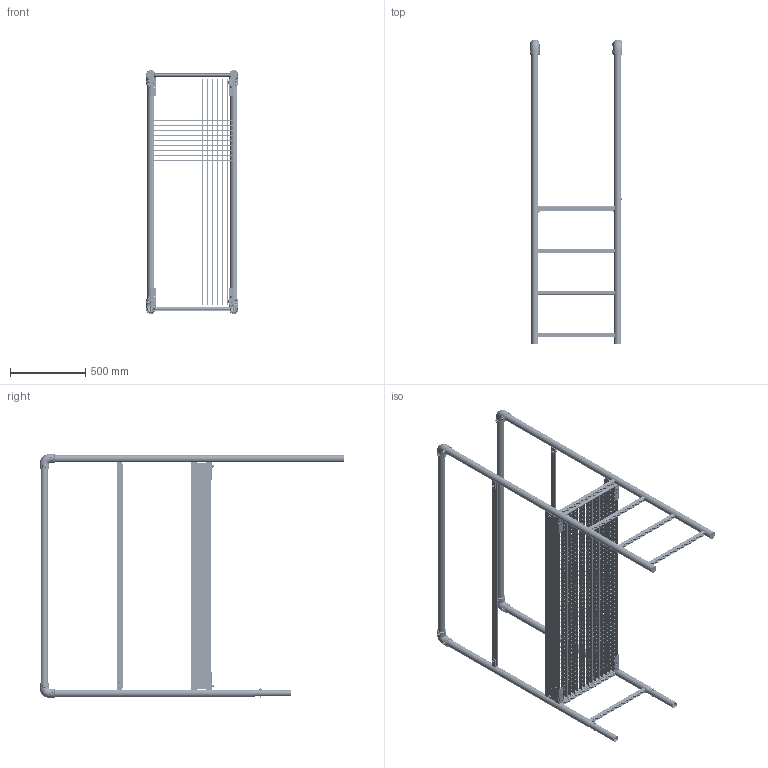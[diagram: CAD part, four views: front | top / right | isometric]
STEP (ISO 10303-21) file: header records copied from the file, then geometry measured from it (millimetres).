
FILE_DESCRIPTION (( 'STEP AP203' ), '1' );
FILE_NAME ('0529243006.STEP', '2024-05-28T14:19:21', ( '' ), ( '' ), 'SwSTEP 2.0', 'SolidWorks 2022', '' );
FILE_SCHEMA (( 'CONFIG_CONTROL_DESIGN' ));
Products named in the file (1): 0529243006
Bounding box: 616 x 2022 x 1618 mm (x, y, z)
Volume: 10770937.6 mm3; surface area: 6870714.5 mm2
Topology: 148 solids, 148 shells, 9436 faces, 26754 edges, 17632 vertices
Faces by surface type: plane 6156, cylinder 2772, cone 408, torus 84, bspline 16
Entity records: 311617 total; most frequent: CARTESIAN_POINT 62591, ORIENTED_EDGE 53508, DIRECTION 50792, EDGE_CURVE 26754, VECTOR 19894, LINE 19894, VERTEX_POINT 17632, AXIS2_PLACEMENT_3D 15449
